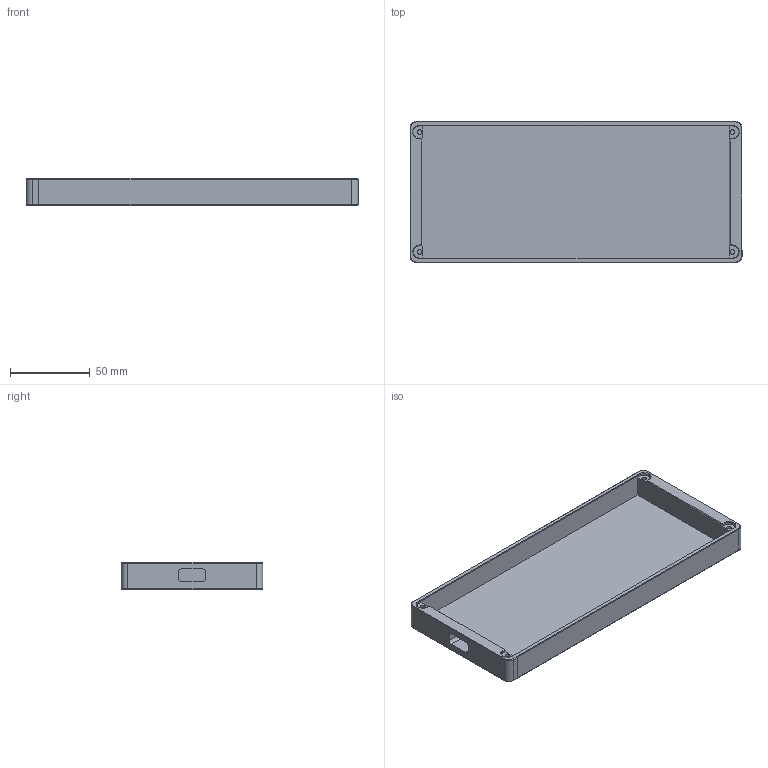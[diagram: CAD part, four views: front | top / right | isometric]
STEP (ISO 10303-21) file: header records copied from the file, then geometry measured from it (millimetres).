
FILE_DESCRIPTION(/* description */ (''),/* implementation_level */ '2;1');
FILE_NAME(/* name */ 'Pandi Hull case v3.step',/* time_stamp */ '2024-02-13T16:20:25-05:00',/* author */ (''),/* organization */ (''),/* preprocessor_version */ 'ST-DEVELOPER v20',/* originating_system */ 'Autodesk Translation Framework v12.20.1.177',/* authorisation */ '');
FILE_SCHEMA (('AUTOMOTIVE_DESIGN { 1 0 10303 214 3 1 1 }'));
Length unit declared in the file: millimetre
Products named in the file (1): Pandi Hull case
Bounding box: 208.5 x 88.96 x 17 mm (x, y, z)
Volume: 73901.2 mm3; surface area: 55126.6 mm2
Topology: 1 solids, 1 shells, 74 faces, 171 edges, 104 vertices
Faces by surface type: plane 46, cylinder 16, cone 12
Full cylindrical faces by diameter (mm): 3 x4
Entity records: 2096 total; most frequent: DIRECTION 365, CARTESIAN_POINT 350, ORIENTED_EDGE 342, EDGE_CURVE 171, LINE 127, VECTOR 127, AXIS2_PLACEMENT_3D 119, VERTEX_POINT 104
